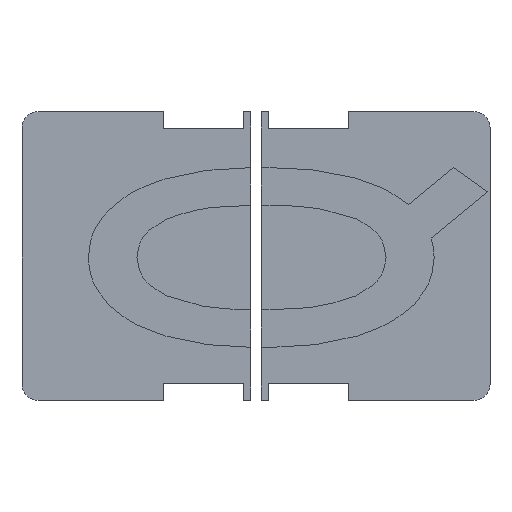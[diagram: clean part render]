
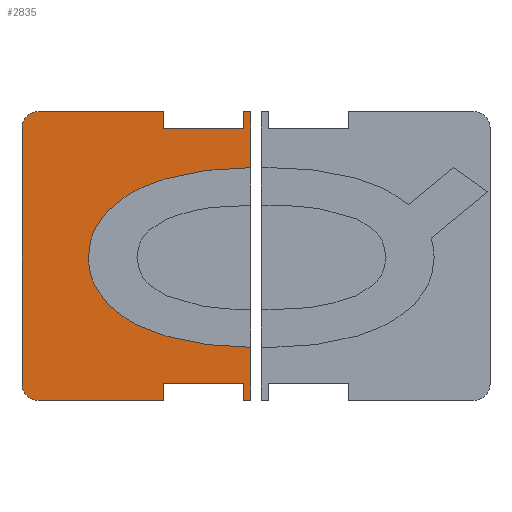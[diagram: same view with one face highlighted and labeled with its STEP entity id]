
A CAD part, top view. The second image highlights one B-rep face of the part: STEP entity #2835.
In plain terms, the highlighted planar face has unit normal (0, 0, 1).
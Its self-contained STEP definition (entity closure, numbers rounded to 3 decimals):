
#21=CIRCLE('',#2954,3.);
#22=CIRCLE('',#2955,3.);
#231=FACE_OUTER_BOUND('',#385,.T.);
#385=EDGE_LOOP('',(#2506,#2507,#2508,#2509,#2510,#2511,#2512,#2513,#2514,
#2515,#2516,#2517,#2518,#2519,#2520,#2521,#2522,#2523,#2524,#2525,#2526));
#503=B_SPLINE_CURVE_WITH_KNOTS('',3,(#5469,#5470,#5471,#5472,#5473),
 .UNSPECIFIED.,.F.,.F.,(4,1,4),(0.,0.375,0.783),
 .UNSPECIFIED.);
#506=B_SPLINE_CURVE_WITH_KNOTS('',3,(#5508,#5509,#5510,#5511,#5512),
 .UNSPECIFIED.,.F.,.F.,(4,1,4),(0.,0.331,0.678),
 .UNSPECIFIED.);
#508=B_SPLINE_CURVE_WITH_KNOTS('',3,(#5541,#5542,#5543,#5544,#5545),
 .UNSPECIFIED.,.F.,.F.,(4,1,4),(0.,0.352,0.684),
 .UNSPECIFIED.);
#510=B_SPLINE_CURVE_WITH_KNOTS('',3,(#5574,#5575,#5576,#5577,#5578),
 .UNSPECIFIED.,.F.,.F.,(4,1,4),(0.,0.333,0.68),
 .UNSPECIFIED.);
#512=B_SPLINE_CURVE_WITH_KNOTS('',3,(#5607,#5608,#5609,#5610,#5611),
 .UNSPECIFIED.,.F.,.F.,(4,1,4),(0.,0.351,0.682),
 .UNSPECIFIED.);
#522=B_SPLINE_CURVE_WITH_KNOTS('',3,(#5774,#5775,#5776,#5777,#5778),
 .UNSPECIFIED.,.F.,.F.,(4,1,4),(0.02,0.415,0.795),
 .UNSPECIFIED.);
#754=LINE('',#5413,#1038);
#759=LINE('',#5444,#1043);
#773=LINE('',#5781,#1057);
#774=LINE('',#5783,#1058);
#775=LINE('',#5785,#1059);
#776=LINE('',#5787,#1060);
#777=LINE('',#5789,#1061);
#778=LINE('',#5793,#1062);
#779=LINE('',#5797,#1063);
#780=LINE('',#5799,#1064);
#781=LINE('',#5801,#1065);
#782=LINE('',#5803,#1066);
#783=LINE('',#5804,#1067);
#1038=VECTOR('',#3368,10.);
#1043=VECTOR('',#3373,10.);
#1057=VECTOR('',#3393,10.);
#1058=VECTOR('',#3394,10.);
#1059=VECTOR('',#3395,10.);
#1060=VECTOR('',#3396,10.);
#1061=VECTOR('',#3397,10.);
#1062=VECTOR('',#3400,10.);
#1063=VECTOR('',#3403,10.);
#1064=VECTOR('',#3404,10.);
#1065=VECTOR('',#3405,10.);
#1066=VECTOR('',#3406,10.);
#1067=VECTOR('',#3407,10.);
#1314=VERTEX_POINT('',#5410);
#1315=VERTEX_POINT('',#5412);
#1322=VERTEX_POINT('',#5436);
#1323=VERTEX_POINT('',#5443);
#1325=VERTEX_POINT('',#5468);
#1328=VERTEX_POINT('',#5507);
#1330=VERTEX_POINT('',#5540);
#1332=VERTEX_POINT('',#5573);
#1334=VERTEX_POINT('',#5606);
#1343=VERTEX_POINT('',#5780);
#1344=VERTEX_POINT('',#5782);
#1345=VERTEX_POINT('',#5784);
#1346=VERTEX_POINT('',#5786);
#1347=VERTEX_POINT('',#5788);
#1348=VERTEX_POINT('',#5790);
#1349=VERTEX_POINT('',#5792);
#1350=VERTEX_POINT('',#5794);
#1351=VERTEX_POINT('',#5796);
#1352=VERTEX_POINT('',#5798);
#1353=VERTEX_POINT('',#5800);
#1354=VERTEX_POINT('',#5802);
#1701=EDGE_CURVE('',#1315,#1314,#754,.T.);
#1709=EDGE_CURVE('',#1323,#1322,#759,.T.);
#1712=EDGE_CURVE('',#1325,#1315,#503,.T.);
#1716=EDGE_CURVE('',#1328,#1325,#506,.T.);
#1719=EDGE_CURVE('',#1330,#1328,#508,.T.);
#1722=EDGE_CURVE('',#1332,#1330,#510,.T.);
#1725=EDGE_CURVE('',#1334,#1332,#512,.T.);
#1742=EDGE_CURVE('',#1322,#1334,#522,.T.);
#1743=EDGE_CURVE('',#1314,#1343,#773,.T.);
#1744=EDGE_CURVE('',#1343,#1344,#774,.T.);
#1745=EDGE_CURVE('',#1344,#1345,#775,.T.);
#1746=EDGE_CURVE('',#1345,#1346,#776,.T.);
#1747=EDGE_CURVE('',#1346,#1347,#777,.T.);
#1748=EDGE_CURVE('',#1347,#1348,#21,.T.);
#1749=EDGE_CURVE('',#1348,#1349,#778,.T.);
#1750=EDGE_CURVE('',#1349,#1350,#22,.T.);
#1751=EDGE_CURVE('',#1350,#1351,#779,.T.);
#1752=EDGE_CURVE('',#1351,#1352,#780,.T.);
#1753=EDGE_CURVE('',#1352,#1353,#781,.T.);
#1754=EDGE_CURVE('',#1353,#1354,#782,.T.);
#1755=EDGE_CURVE('',#1354,#1323,#783,.T.);
#2506=ORIENTED_EDGE('',*,*,#1742,.T.);
#2507=ORIENTED_EDGE('',*,*,#1725,.T.);
#2508=ORIENTED_EDGE('',*,*,#1722,.T.);
#2509=ORIENTED_EDGE('',*,*,#1719,.T.);
#2510=ORIENTED_EDGE('',*,*,#1716,.T.);
#2511=ORIENTED_EDGE('',*,*,#1712,.T.);
#2512=ORIENTED_EDGE('',*,*,#1701,.T.);
#2513=ORIENTED_EDGE('',*,*,#1743,.T.);
#2514=ORIENTED_EDGE('',*,*,#1744,.T.);
#2515=ORIENTED_EDGE('',*,*,#1745,.T.);
#2516=ORIENTED_EDGE('',*,*,#1746,.T.);
#2517=ORIENTED_EDGE('',*,*,#1747,.T.);
#2518=ORIENTED_EDGE('',*,*,#1748,.T.);
#2519=ORIENTED_EDGE('',*,*,#1749,.T.);
#2520=ORIENTED_EDGE('',*,*,#1750,.T.);
#2521=ORIENTED_EDGE('',*,*,#1751,.T.);
#2522=ORIENTED_EDGE('',*,*,#1752,.T.);
#2523=ORIENTED_EDGE('',*,*,#1753,.T.);
#2524=ORIENTED_EDGE('',*,*,#1754,.T.);
#2525=ORIENTED_EDGE('',*,*,#1755,.T.);
#2526=ORIENTED_EDGE('',*,*,#1709,.T.);
#2686=PLANE('',#2953);
#2835=ADVANCED_FACE('',(#231),#2686,.T.);
#2953=AXIS2_PLACEMENT_3D('',#5779,#3391,#3392);
#2954=AXIS2_PLACEMENT_3D('',#5791,#3398,#3399);
#2955=AXIS2_PLACEMENT_3D('',#5795,#3401,#3402);
#3368=DIRECTION('',(0.,1.,0.));
#3373=DIRECTION('',(0.,1.,0.));
#3391=DIRECTION('center_axis',(0.,0.,1.));
#3392=DIRECTION('ref_axis',(1.,0.,0.));
#3393=DIRECTION('',(-1.,0.,0.));
#3394=DIRECTION('',(0.,-1.,0.));
#3395=DIRECTION('',(-1.,0.,0.));
#3396=DIRECTION('',(0.,1.,0.));
#3397=DIRECTION('',(-1.,0.,0.));
#3398=DIRECTION('center_axis',(0.,0.,1.));
#3399=DIRECTION('ref_axis',(0.,1.,0.));
#3400=DIRECTION('',(0.,-1.,0.));
#3401=DIRECTION('center_axis',(0.,0.,1.));
#3402=DIRECTION('ref_axis',(-1.,0.,0.));
#3403=DIRECTION('',(1.,0.,0.));
#3404=DIRECTION('',(0.,1.,0.));
#3405=DIRECTION('',(1.,0.,0.));
#3406=DIRECTION('',(0.,-1.,0.));
#3407=DIRECTION('',(1.,0.,0.));
#5410=CARTESIAN_POINT('',(42.8,54.,0.6));
#5412=CARTESIAN_POINT('',(42.8,43.533,0.6));
#5413=CARTESIAN_POINT('',(42.8,54.,0.6));
#5436=CARTESIAN_POINT('',(42.8,9.917,0.6));
#5443=CARTESIAN_POINT('',(42.8,0.,0.6));
#5444=CARTESIAN_POINT('',(42.8,54.,0.6));
#5468=CARTESIAN_POINT('',(26.781,41.422,0.6));
#5469=CARTESIAN_POINT('Ctrl Pts',(26.781,41.422,0.6));
#5470=CARTESIAN_POINT('Ctrl Pts',(29.252,42.032,0.6));
#5471=CARTESIAN_POINT('Ctrl Pts',(34.407,43.303,0.6));
#5472=CARTESIAN_POINT('Ctrl Pts',(39.925,43.457,0.6));
#5473=CARTESIAN_POINT('Ctrl Pts',(42.8,43.533,0.6));
#5507=CARTESIAN_POINT('',(16.136,35.498,0.6));
#5508=CARTESIAN_POINT('Ctrl Pts',(16.136,35.498,0.6));
#5509=CARTESIAN_POINT('Ctrl Pts',(17.527,36.712,0.6));
#5510=CARTESIAN_POINT('Ctrl Pts',(20.376,39.202,0.6));
#5511=CARTESIAN_POINT('Ctrl Pts',(24.611,40.67,0.6));
#5512=CARTESIAN_POINT('Ctrl Pts',(26.781,41.422,0.6));
#5540=CARTESIAN_POINT('',(12.415,26.68,0.6));
#5541=CARTESIAN_POINT('Ctrl Pts',(12.415,26.68,0.6));
#5542=CARTESIAN_POINT('Ctrl Pts',(12.552,28.28,0.6));
#5543=CARTESIAN_POINT('Ctrl Pts',(12.818,31.392,0.6));
#5544=CARTESIAN_POINT('Ctrl Pts',(15.051,34.155,0.6));
#5545=CARTESIAN_POINT('Ctrl Pts',(16.136,35.498,0.6));
#5573=CARTESIAN_POINT('',(16.18,17.918,0.6));
#5574=CARTESIAN_POINT('Ctrl Pts',(16.18,17.918,0.6));
#5575=CARTESIAN_POINT('Ctrl Pts',(15.082,19.26,0.6));
#5576=CARTESIAN_POINT('Ctrl Pts',(12.838,22.002,0.6));
#5577=CARTESIAN_POINT('Ctrl Pts',(12.558,25.098,0.6));
#5578=CARTESIAN_POINT('Ctrl Pts',(12.415,26.68,0.6));
#5606=CARTESIAN_POINT('',(26.954,11.993,0.6));
#5607=CARTESIAN_POINT('Ctrl Pts',(26.954,11.993,0.6));
#5608=CARTESIAN_POINT('Ctrl Pts',(24.76,12.75,0.6));
#5609=CARTESIAN_POINT('Ctrl Pts',(20.494,14.221,0.6));
#5610=CARTESIAN_POINT('Ctrl Pts',(17.59,16.709,0.6));
#5611=CARTESIAN_POINT('Ctrl Pts',(16.18,17.918,0.6));
#5774=CARTESIAN_POINT('Ctrl Pts',(42.8,9.917,0.6));
#5775=CARTESIAN_POINT('Ctrl Pts',(40.017,9.985,0.6));
#5776=CARTESIAN_POINT('Ctrl Pts',(34.565,10.144,0.6));
#5777=CARTESIAN_POINT('Ctrl Pts',(29.458,11.385,0.6));
#5778=CARTESIAN_POINT('Ctrl Pts',(26.954,11.993,0.6));
#5779=CARTESIAN_POINT('Origin',(21.4,27.,0.6));
#5780=CARTESIAN_POINT('',(41.4,54.,0.6));
#5781=CARTESIAN_POINT('',(82.6,54.,0.6));
#5782=CARTESIAN_POINT('',(41.4,50.8,0.6));
#5783=CARTESIAN_POINT('',(41.4,50.8,0.6));
#5784=CARTESIAN_POINT('',(26.4,50.8,0.6));
#5785=CARTESIAN_POINT('',(26.4,50.8,0.6));
#5786=CARTESIAN_POINT('',(26.4,54.,0.6));
#5787=CARTESIAN_POINT('',(26.4,54.,0.6));
#5788=CARTESIAN_POINT('',(3.,54.,0.6));
#5789=CARTESIAN_POINT('',(82.6,54.,0.6));
#5790=CARTESIAN_POINT('',(0.,51.,0.6));
#5791=CARTESIAN_POINT('Origin',(3.,51.,0.6));
#5792=CARTESIAN_POINT('',(0.,3.,0.6));
#5793=CARTESIAN_POINT('',(0.,51.,0.6));
#5794=CARTESIAN_POINT('',(3.,0.,0.6));
#5795=CARTESIAN_POINT('Origin',(3.,3.,0.6));
#5796=CARTESIAN_POINT('',(26.4,0.,0.6));
#5797=CARTESIAN_POINT('',(3.,0.,0.6));
#5798=CARTESIAN_POINT('',(26.4,3.2,0.6));
#5799=CARTESIAN_POINT('',(26.4,0.,0.6));
#5800=CARTESIAN_POINT('',(41.4,3.2,0.6));
#5801=CARTESIAN_POINT('',(26.4,3.2,0.6));
#5802=CARTESIAN_POINT('',(41.4,0.,0.6));
#5803=CARTESIAN_POINT('',(41.4,3.2,0.6));
#5804=CARTESIAN_POINT('',(3.,0.,0.6));
